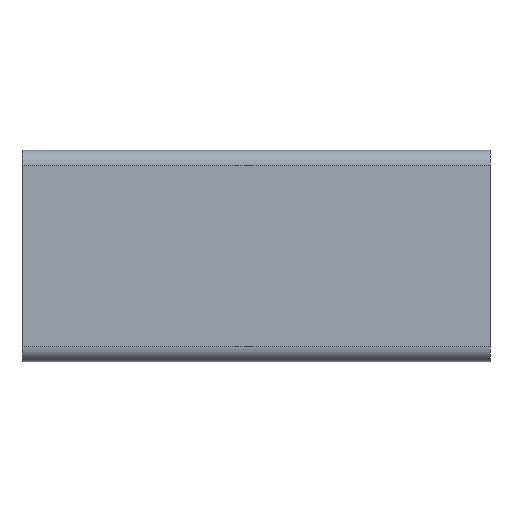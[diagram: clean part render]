
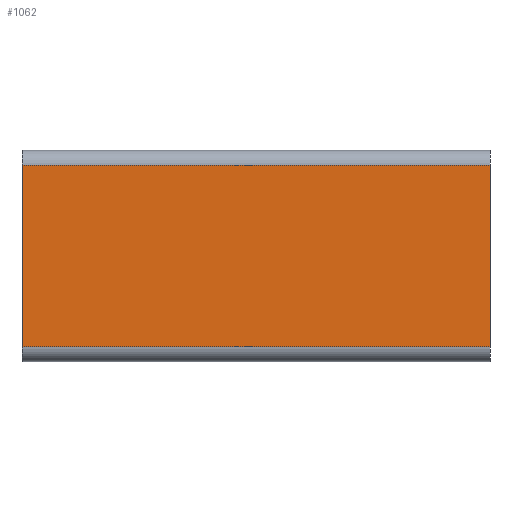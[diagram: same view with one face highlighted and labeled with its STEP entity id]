
A CAD part, front view. The second image highlights one B-rep face of the part: STEP entity #1062.
In plain terms, the highlighted planar face has unit normal (0, -1, 0).
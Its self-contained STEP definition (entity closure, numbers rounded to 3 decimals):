
#2 = VERTEX_POINT ( 'NONE', #109 ) ;
#109 = CARTESIAN_POINT ( 'NONE',  ( 46.5, -1.5, -18. ) ) ;
#295 = CARTESIAN_POINT ( 'NONE',  ( -46.5, -1.5, 18. ) ) ;
#427 = DIRECTION ( 'NONE',  ( 1., 0., 0. ) ) ;
#598 = VECTOR ( 'NONE', #3473, 1000. ) ;
#826 = DIRECTION ( 'NONE',  ( 0., -1., 0. ) ) ;
#835 = AXIS2_PLACEMENT_3D ( 'NONE', #3142, #826, #2543 ) ;
#872 = EDGE_CURVE ( 'NONE', #1571, #2, #3100, .T. ) ;
#1062 = ADVANCED_FACE ( 'NONE', ( #2141 ), #4265, .T. ) ;
#1255 = VECTOR ( 'NONE', #427, 1000. ) ;
#1284 = ORIENTED_EDGE ( 'NONE', *, *, #3956, .F. ) ;
#1447 = ORIENTED_EDGE ( 'NONE', *, *, #872, .T. ) ;
#1571 = VERTEX_POINT ( 'NONE', #1944 ) ;
#1574 = LINE ( 'NONE', #3856, #598 ) ;
#1663 = DIRECTION ( 'NONE',  ( 0., 0., -1. ) ) ;
#1944 = CARTESIAN_POINT ( 'NONE',  ( -46.5, -1.5, -18. ) ) ;
#1989 = EDGE_LOOP ( 'NONE', ( #4411, #1447, #1284, #3323 ) ) ;
#2141 = FACE_OUTER_BOUND ( 'NONE', #1989, .T. ) ;
#2163 = CARTESIAN_POINT ( 'NONE',  ( -46.5, -1.5, 18. ) ) ;
#2266 = CARTESIAN_POINT ( 'NONE',  ( 46.5, -1.5, 18. ) ) ;
#2543 = DIRECTION ( 'NONE',  ( 0., 0., -1. ) ) ;
#2762 = VECTOR ( 'NONE', #4372, 1000. ) ;
#2783 = EDGE_CURVE ( 'NONE', #3938, #2825, #1574, .T. ) ;
#2825 = VERTEX_POINT ( 'NONE', #2163 ) ;
#2924 = LINE ( 'NONE', #295, #2762 ) ;
#3100 = LINE ( 'NONE', #3813, #1255 ) ;
#3142 = CARTESIAN_POINT ( 'NONE',  ( 0., -1.5, 0. ) ) ;
#3177 = VECTOR ( 'NONE', #1663, 1000. ) ;
#3323 = ORIENTED_EDGE ( 'NONE', *, *, #2783, .T. ) ;
#3370 = LINE ( 'NONE', #3996, #3177 ) ;
#3473 = DIRECTION ( 'NONE',  ( -1., 0., 0. ) ) ;
#3649 = EDGE_CURVE ( 'NONE', #1571, #2825, #2924, .T. ) ;
#3813 = CARTESIAN_POINT ( 'NONE',  ( 0., -1.5, -18. ) ) ;
#3856 = CARTESIAN_POINT ( 'NONE',  ( 0., -1.5, 18. ) ) ;
#3938 = VERTEX_POINT ( 'NONE', #2266 ) ;
#3956 = EDGE_CURVE ( 'NONE', #3938, #2, #3370, .T. ) ;
#3996 = CARTESIAN_POINT ( 'NONE',  ( 46.5, -1.5, 18. ) ) ;
#4265 = PLANE ( 'NONE',  #835 ) ;
#4372 = DIRECTION ( 'NONE',  ( 0., 0., 1. ) ) ;
#4411 = ORIENTED_EDGE ( 'NONE', *, *, #3649, .F. ) ;
